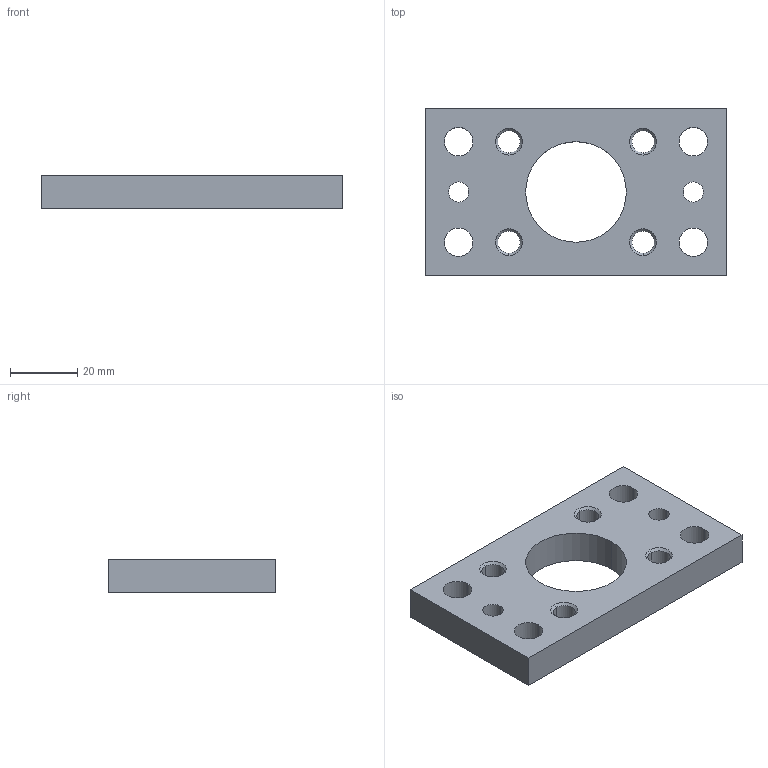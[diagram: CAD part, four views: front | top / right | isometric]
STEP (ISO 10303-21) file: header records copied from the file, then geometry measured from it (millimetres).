
FILE_DESCRIPTION(('STEP AP203'),'1');
FILE_NAME('aps_inox.stp','2014-08-06T06:37:21',('TraceParts'),('TraceParts S.A.'),'XStep 1.0',' ',' ');
FILE_SCHEMA(('CONFIG_CONTROL_DESIGN'));
Length unit declared in the file: millimetre
Products named in the file (1): 1
Bounding box: 90 x 50 x 10 mm (x, y, z)
Volume: 33667.3 mm3; surface area: 12703.1 mm2
Topology: 1 solids, 1 shells, 44 faces, 110 edges, 68 vertices
Faces by surface type: cylinder 22, cone 16, plane 6
Entity records: 1414 total; most frequent: DIRECTION 260, CARTESIAN_POINT 223, ORIENTED_EDGE 220, EDGE_CURVE 110, AXIS2_PLACEMENT_3D 105, VERTEX_POINT 68, EDGE_LOOP 66, CIRCLE 60
